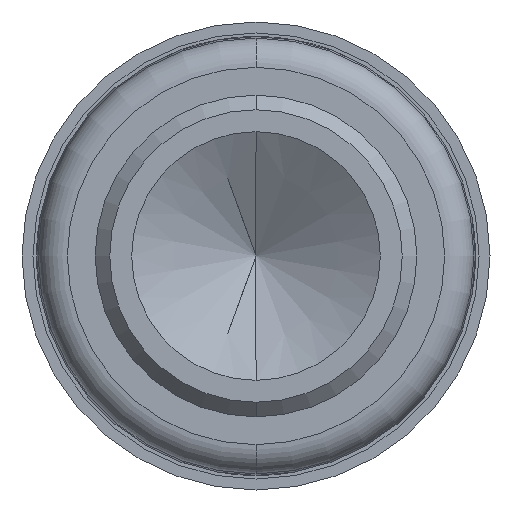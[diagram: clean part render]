
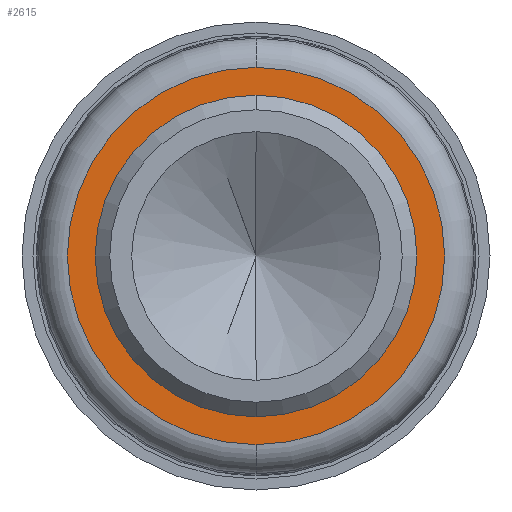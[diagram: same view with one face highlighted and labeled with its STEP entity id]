
A CAD part, front view. The second image highlights one B-rep face of the part: STEP entity #2615.
In plain terms, the highlighted planar face has unit normal (0, -1, 0).
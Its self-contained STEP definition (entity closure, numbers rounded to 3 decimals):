
#82 = EDGE_LOOP ( 'NONE', ( #1989, #1227 ) ) ;
#162 = DIRECTION ( 'NONE',  ( 0., 0., 1. ) ) ;
#210 = EDGE_CURVE ( 'Defeature ausgef�hrt2_14+Defeature ausgef�hrt2_15+Defeature ausgef�hrt2_15+Defeature ausgef�hrt2_15', #3418, #3807, #1765, .T. ) ;
#406 = CARTESIAN_POINT ( 'NONE',  ( 0., -33.75, 0. ) ) ;
#459 = CARTESIAN_POINT ( 'NONE',  ( 0., -33.75, 1.29 ) ) ;
#491 = EDGE_LOOP ( 'NONE', ( #4043, #3657 ) ) ;
#721 = FACE_BOUND ( 'NONE', #82, .T. ) ;
#844 = DIRECTION ( 'NONE',  ( 0., 1., 0. ) ) ;
#856 = VERTEX_POINT ( 'NONE', #3594 ) ;
#914 = CIRCLE ( 'NONE', #3743, 1.1 ) ;
#986 = DIRECTION ( 'NONE',  ( 0., 1., 0. ) ) ;
#998 = DIRECTION ( 'NONE',  ( 0., -1., 0. ) ) ;
#1000 = DIRECTION ( 'NONE',  ( 0., 0., 1. ) ) ;
#1104 = AXIS2_PLACEMENT_3D ( 'NONE', #2566, #986, #1000 ) ;
#1106 = PLANE ( 'NONE',  #3953 ) ;
#1121 = CARTESIAN_POINT ( 'NONE',  ( 1.29, -33.75, 0. ) ) ;
#1129 = DIRECTION ( 'NONE',  ( 0., 0., 1. ) ) ;
#1155 = CARTESIAN_POINT ( 'NONE',  ( 0., -33.75, 0. ) ) ;
#1227 = ORIENTED_EDGE ( 'NONE', *, *, #2357, .F. ) ;
#1480 = EDGE_CURVE ( 'Defeature ausgef�hrt2_14+Defeature ausgef�hrt2_15+Defeature ausgef�hrt2_15+Defeature ausgef�hrt2_15', #3807, #3418, #1820, .T. ) ;
#1672 = AXIS2_PLACEMENT_3D ( 'NONE', #1155, #844, #1129 ) ;
#1718 = VERTEX_POINT ( 'NONE', #1854 ) ;
#1765 = CIRCLE ( 'NONE', #1672, 1.29 ) ;
#1820 = CIRCLE ( 'NONE', #1104, 1.29 ) ;
#1854 = CARTESIAN_POINT ( 'NONE',  ( 0., -33.75, -1.1 ) ) ;
#1989 = ORIENTED_EDGE ( 'NONE', *, *, #3764, .F. ) ;
#2357 = EDGE_CURVE ( 'Defeature ausgef�hrt2_16+Defeature ausgef�hrt2_15+Defeature ausgef�hrt2_15+Defeature ausgef�hrt2_15', #1718, #856, #914, .T. ) ;
#2513 = FACE_OUTER_BOUND ( 'NONE', #491, .T. ) ;
#2525 = CIRCLE ( 'NONE', #2925, 1.1 ) ;
#2564 = CARTESIAN_POINT ( 'NONE',  ( 0., -33.75, 0. ) ) ;
#2566 = CARTESIAN_POINT ( 'NONE',  ( 0., -33.75, 0. ) ) ;
#2605 = DIRECTION ( 'NONE',  ( 0., 0., 1. ) ) ;
#2615 = ADVANCED_FACE ( 'Defeature ausgef�hrt2_15', ( #721, #2513 ), #1106, .F. ) ;
#2870 = DIRECTION ( 'NONE',  ( 0., -1., 0. ) ) ;
#2925 = AXIS2_PLACEMENT_3D ( 'NONE', #406, #998, #2605 ) ;
#3418 = VERTEX_POINT ( 'NONE', #459 ) ;
#3594 = CARTESIAN_POINT ( 'NONE',  ( 0., -33.75, 1.1 ) ) ;
#3624 = CARTESIAN_POINT ( 'NONE',  ( 0., -33.75, -1.29 ) ) ;
#3657 = ORIENTED_EDGE ( 'NONE', *, *, #1480, .F. ) ;
#3743 = AXIS2_PLACEMENT_3D ( 'NONE', #2564, #2870, #3880 ) ;
#3764 = EDGE_CURVE ( 'Defeature ausgef�hrt2_16+Defeature ausgef�hrt2_15+Defeature ausgef�hrt2_15+Defeature ausgef�hrt2_15', #856, #1718, #2525, .T. ) ;
#3807 = VERTEX_POINT ( 'NONE', #3624 ) ;
#3880 = DIRECTION ( 'NONE',  ( 0., 0., 1. ) ) ;
#3953 = AXIS2_PLACEMENT_3D ( 'NONE', #1121, #3970, #162 ) ;
#3970 = DIRECTION ( 'NONE',  ( 0., 1., 0. ) ) ;
#4043 = ORIENTED_EDGE ( 'NONE', *, *, #210, .F. ) ;
